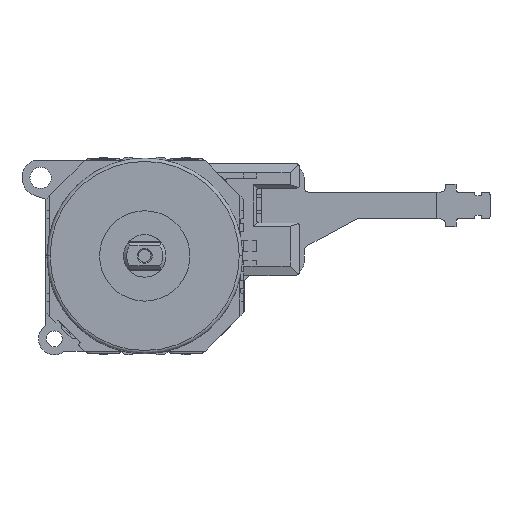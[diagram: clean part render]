
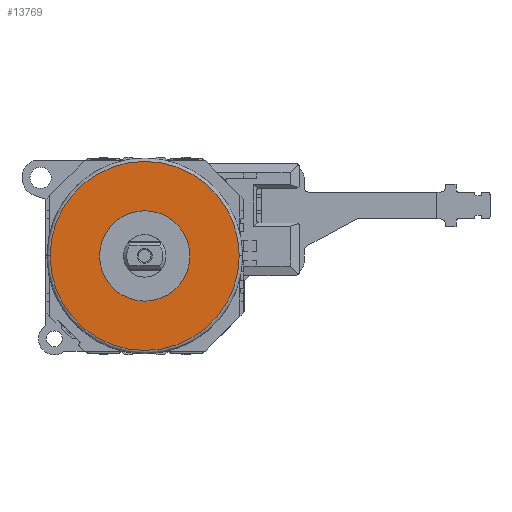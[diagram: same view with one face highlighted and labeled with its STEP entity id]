
A CAD part, top view. The second image highlights one B-rep face of the part: STEP entity #13769.
In plain terms, the highlighted planar face has unit normal (0, 0, 1).
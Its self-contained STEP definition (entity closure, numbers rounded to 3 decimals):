
#72=FACE_BOUND('',#1592,.T.);
#100=PLANE('',#14593);
#869=FACE_OUTER_BOUND('',#1591,.T.);
#1591=EDGE_LOOP('',(#9480,#9481));
#1592=EDGE_LOOP('',(#9482));
#5390=CIRCLE('',#14480,4.25);
#5468=CIRCLE('',#14594,8.9);
#5469=CIRCLE('',#14595,8.9);
#5848=VERTEX_POINT('',#19594);
#5966=VERTEX_POINT('',#19912);
#5967=VERTEX_POINT('',#19913);
#7202=EDGE_CURVE('',#5848,#5848,#5390,.T.);
#7345=EDGE_CURVE('',#5966,#5967,#5468,.T.);
#7346=EDGE_CURVE('',#5967,#5966,#5469,.T.);
#9480=ORIENTED_EDGE('',*,*,#7345,.F.);
#9481=ORIENTED_EDGE('',*,*,#7346,.F.);
#9482=ORIENTED_EDGE('',*,*,#7202,.F.);
#13769=ADVANCED_FACE('',(#869,#72),#100,.F.);
#14480=AXIS2_PLACEMENT_3D('',#19596,#15672,#15673);
#14593=AXIS2_PLACEMENT_3D('',#19911,#15955,#15956);
#14594=AXIS2_PLACEMENT_3D('',#19914,#15957,#15958);
#14595=AXIS2_PLACEMENT_3D('',#19915,#15959,#15960);
#15672=DIRECTION('center_axis',(0.,0.,1.));
#15673=DIRECTION('ref_axis',(-1.,0.,0.));
#15955=DIRECTION('center_axis',(0.,0.,-1.));
#15956=DIRECTION('ref_axis',(1.,0.,0.));
#15957=DIRECTION('center_axis',(0.,0.,
-1.));
#15958=DIRECTION('ref_axis',(-1.,0.,0.));
#15959=DIRECTION('center_axis',(0.,0.,
-1.));
#15960=DIRECTION('ref_axis',(1.,0.,0.));
#19594=CARTESIAN_POINT('',(4.25,0.,5.25));
#19596=CARTESIAN_POINT('Origin',(0.,0.,5.25));
#19911=CARTESIAN_POINT('Origin',(-9.007,9.007,5.25));
#19912=CARTESIAN_POINT('',(8.9,0.,5.25));
#19913=CARTESIAN_POINT('',(-8.9,0.,5.25));
#19914=CARTESIAN_POINT('Origin',(0.,0.,
5.25));
#19915=CARTESIAN_POINT('Origin',(0.,0.,
5.25));
